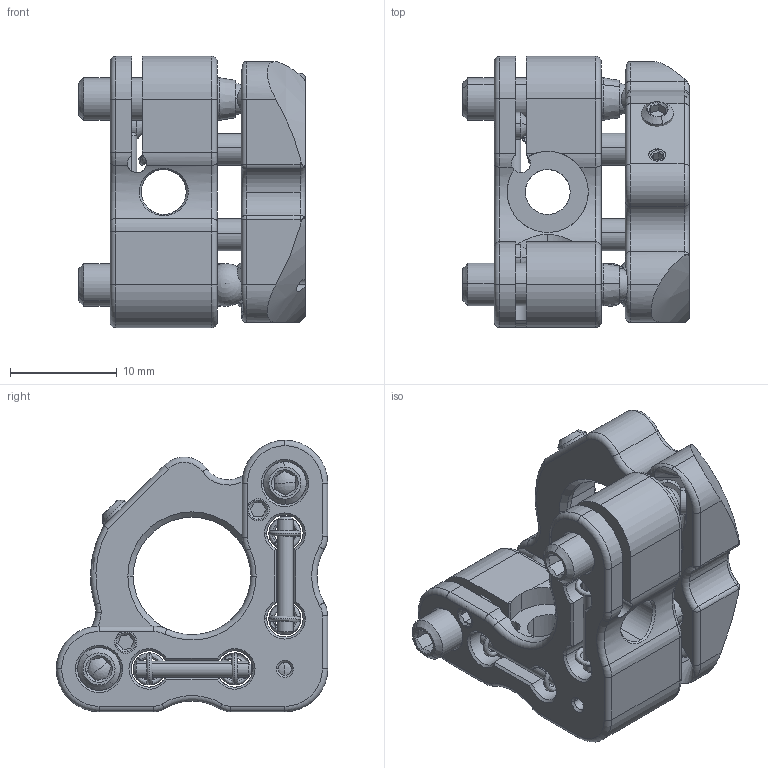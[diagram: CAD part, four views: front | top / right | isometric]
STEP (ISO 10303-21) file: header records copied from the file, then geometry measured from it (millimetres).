
FILE_DESCRIPTION (( 'STEP AP203' ), '1' );
FILE_NAME ('1.1.19.12_ZJD-0.5-2_经济型不锈钢光学调整架，用于φ0.5英寸光学元件，两轴，M4螺孔.STEP', '2021-07-27T06:37:01', ( 'China' ), ( 'Home' ), 'SwSTEP 2.0', 'SolidWorks 2018', '' );
FILE_SCHEMA (( 'CONFIG_CONTROL_DESIGN' ));
Length unit declared in the file: millimetre
Products named in the file (1): 1.1.19.12_ZJD-0.5-2_经济型不锈钢光学调整架，用于φ0.5英寸光学元件，两轴，M4螺孔
Bounding box: 21.23 x 25.4 x 25.4 mm (x, y, z)
Surface area: 5272.6 mm2 (no closed solid volume)
Topology: 0 solids, 44 shells, 462 faces, 1277 edges, 806 vertices
Faces by surface type: cylinder 169, plane 101, cone 95, torus 51, bspline 32, sphere 14
Entity records: 43130 total; most frequent: CARTESIAN_POINT 31597, DIRECTION 2474, ORIENTED_EDGE 2294, EDGE_CURVE 1253, AXIS2_PLACEMENT_3D 1012, VERTEX_POINT 797, CIRCLE 581, EDGE_LOOP 498
